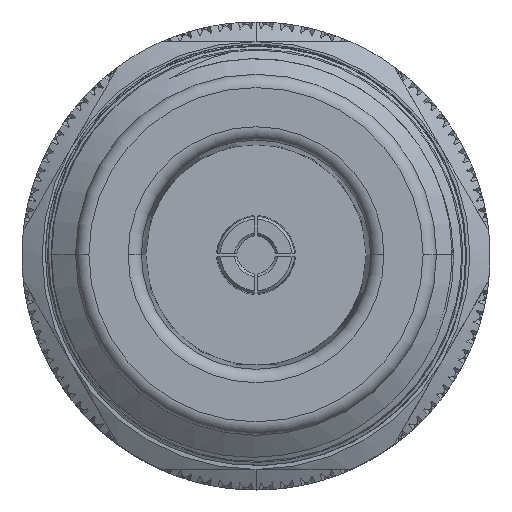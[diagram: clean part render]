
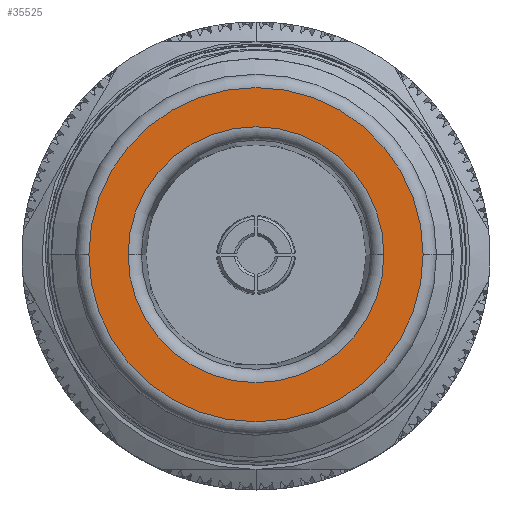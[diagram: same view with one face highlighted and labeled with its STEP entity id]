
A CAD part, top view. The second image highlights one B-rep face of the part: STEP entity #35525.
In plain terms, the highlighted planar face has unit normal (0, 0, 1).
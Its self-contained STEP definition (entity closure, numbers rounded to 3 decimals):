
#1256 = DIRECTION ( 'NONE',  ( -1., 0., 0. ) ) ;
#4473 = AXIS2_PLACEMENT_3D ( 'NONE', #25299, #63774, #30854 ) ;
#8632 = FACE_OUTER_BOUND ( 'NONE', #71070, .T. ) ;
#10431 = ORIENTED_EDGE ( 'NONE', *, *, #20848, .T. ) ;
#11128 = CARTESIAN_POINT ( 'NONE',  ( 6.25, 0., 0. ) ) ;
#11750 = PLANE ( 'NONE',  #42683 ) ;
#11851 = CIRCLE ( 'NONE', #4473, 4.785 ) ;
#13072 = ORIENTED_EDGE ( 'NONE', *, *, #35195, .T. ) ;
#17288 = CARTESIAN_POINT ( 'NONE',  ( 0., 0., 0. ) ) ;
#17530 = CARTESIAN_POINT ( 'NONE',  ( 0., 0., 0. ) ) ;
#20848 = EDGE_CURVE ( 'NONE', #68418, #62721, #41660, .T. ) ;
#21263 = CARTESIAN_POINT ( 'NONE',  ( 0., 0., 0. ) ) ;
#22840 = DIRECTION ( 'NONE',  ( -1., 0., 0. ) ) ;
#23064 = DIRECTION ( 'NONE',  ( -1., 0., 0. ) ) ;
#23305 = FACE_BOUND ( 'NONE', #39364, .T. ) ;
#23722 = VERTEX_POINT ( 'NONE', #42782 ) ;
#25299 = CARTESIAN_POINT ( 'NONE',  ( 0., 0., 0. ) ) ;
#26799 = DIRECTION ( 'NONE',  ( -1., 0., 0. ) ) ;
#27069 = ORIENTED_EDGE ( 'NONE', *, *, #39677, .T. ) ;
#30854 = DIRECTION ( 'NONE',  ( -1., 0., 0. ) ) ;
#34295 = DIRECTION ( 'NONE',  ( 0., 0., -1. ) ) ;
#35195 = EDGE_CURVE ( 'NONE', #62721, #68418, #53495, .T. ) ;
#35525 = ADVANCED_FACE ( 'NONE', ( #23305, #8632 ), #11750, .F. ) ;
#36695 = EDGE_CURVE ( 'NONE', #23722, #45677, #11851, .T. ) ;
#39364 = EDGE_LOOP ( 'NONE', ( #58941, #27069 ) ) ;
#39677 = EDGE_CURVE ( 'NONE', #45677, #23722, #40031, .T. ) ;
#40031 = CIRCLE ( 'NONE', #40396, 4.785 ) ;
#40396 = AXIS2_PLACEMENT_3D ( 'NONE', #67254, #34295, #1256 ) ;
#41660 = CIRCLE ( 'NONE', #66380, 6.25 ) ;
#42683 = AXIS2_PLACEMENT_3D ( 'NONE', #17530, #55989, #23064 ) ;
#42782 = CARTESIAN_POINT ( 'NONE',  ( -4.785, 0., 0. ) ) ;
#45677 = VERTEX_POINT ( 'NONE', #61986 ) ;
#47493 = CARTESIAN_POINT ( 'NONE',  ( -6.25, 0., 0. ) ) ;
#53495 = CIRCLE ( 'NONE', #65271, 6.25 ) ;
#55773 = DIRECTION ( 'NONE',  ( 0., 0., 1. ) ) ;
#55989 = DIRECTION ( 'NONE',  ( 0., 0., -1. ) ) ;
#58941 = ORIENTED_EDGE ( 'NONE', *, *, #36695, .T. ) ;
#59726 = DIRECTION ( 'NONE',  ( 0., 0., 1. ) ) ;
#61986 = CARTESIAN_POINT ( 'NONE',  ( 4.785, 0., 0. ) ) ;
#62721 = VERTEX_POINT ( 'NONE', #11128 ) ;
#63774 = DIRECTION ( 'NONE',  ( 0., 0., -1. ) ) ;
#65271 = AXIS2_PLACEMENT_3D ( 'NONE', #21263, #59726, #26799 ) ;
#66380 = AXIS2_PLACEMENT_3D ( 'NONE', #17288, #55773, #22840 ) ;
#67254 = CARTESIAN_POINT ( 'NONE',  ( 0., 0., 0. ) ) ;
#68418 = VERTEX_POINT ( 'NONE', #47493 ) ;
#71070 = EDGE_LOOP ( 'NONE', ( #10431, #13072 ) ) ;
